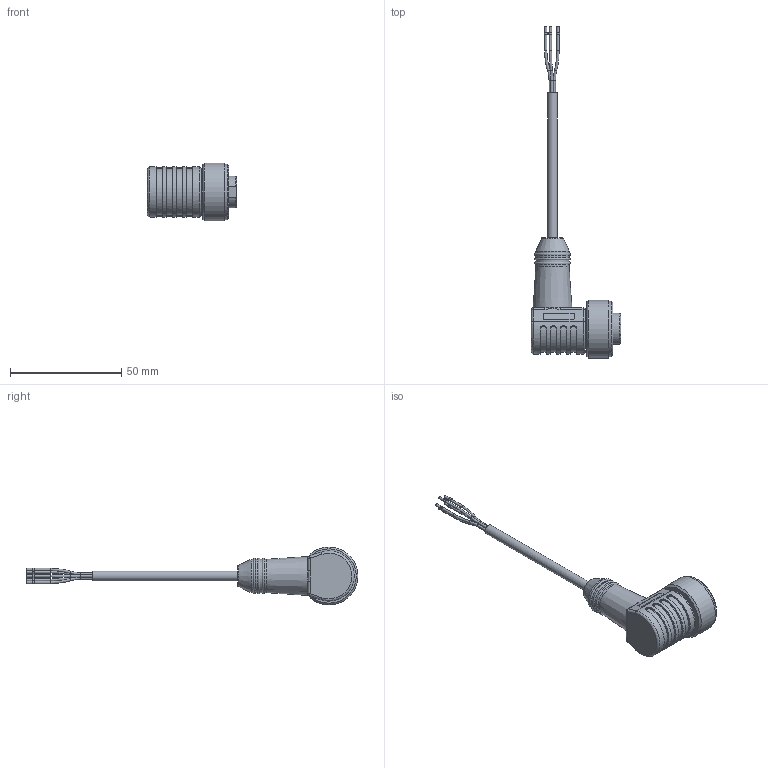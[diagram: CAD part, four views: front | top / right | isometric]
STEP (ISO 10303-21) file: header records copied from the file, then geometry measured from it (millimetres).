
FILE_DESCRIPTION(/* description */ (''),/* implementation_level */ '2;1');
FILE_NAME(/* name */ 'WWASM50-m.stp',/* time_stamp */ '2018-09-06T13:28:51+02:00',/* author */ (''),/* organization */ (''),/* preprocessor_version */ 'ST-DEVELOPER v16',/* originating_system */ 'SIEMENS PLM Software NX 10.0',/* authorisation */ '');
FILE_SCHEMA (('AUTOMOTIVE_DESIGN { 1 0 10303 214 3 1 1 1 }'));
Length unit declared in the file: millimetre
Products named in the file (1): WWASM50-m
Bounding box: 40 x 149 x 26 mm (x, y, z)
Volume: 21800.9 mm3; surface area: 8367.9 mm2
Topology: 1 solids, 1 shells, 184 faces, 394 edges, 241 vertices
Faces by surface type: cylinder 75, plane 58, bspline 33, cone 9, torus 5, sphere 4
Full cylindrical faces by diameter (mm): 1.054 x15, 1.4 x5, 3.3 x5, 4.4 x1, 15 x4, 18 x1, 18.5 x1, 20.5 x1, 22.5 x1, 25 x1, 26 x1
Entity records: 7312 total; most frequent: CARTESIAN_POINT 3853, DIRECTION 676, ORIENTED_EDGE 644, EDGE_CURVE 322, AXIS2_PLACEMENT_3D 297, EDGE_LOOP 274, VERTEX_POINT 230, ADVANCED_FACE 184
